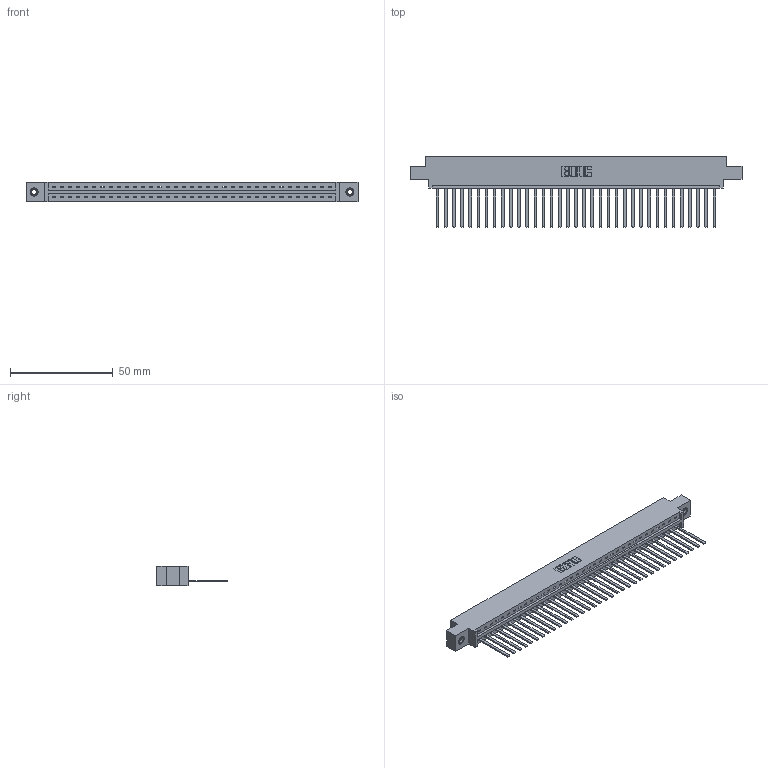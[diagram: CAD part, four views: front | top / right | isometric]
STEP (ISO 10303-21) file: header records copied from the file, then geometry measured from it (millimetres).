
FILE_DESCRIPTION (( 'STEP AP203' ), '1' );
FILE_NAME ('337-035-544-607.STEP', '2019-10-01T13:21:26', ( '' ), ( '' ), 'SwSTEP 2.0', 'SolidWorks 2016', '' );
FILE_SCHEMA (( 'CONFIG_CONTROL_DESIGN' ));
Length unit declared in the file: inch
Products named in the file (4): 345-250-001_345-250-005-103; 337 Part_0.170 Offset - 0.156 Dia-TI; 337-035-544-607; 345-292-001_345-293-144
Assembly tree (38 placements, depth 2):
  337-035-544-607
    337 Part_0.170 Offset - 0.156 Dia-TI
    345-292-001_345-293-144  x35
    345-250-001_345-250-005-103  x2
Bounding box: 161.7 x 34.3 x 9.4 mm (x, y, z)
Volume: 16992.4 mm3; surface area: 18991.1 mm2
Topology: 38 solids, 38 shells, 2138 faces, 6409 edges, 4218 vertices
Faces by surface type: plane 1576, cylinder 546, cone 12, torus 4
Entity records: 28056 total; most frequent: CARTESIAN_POINT 4866, ORIENTED_EDGE 4830, DIRECTION 4139, EDGE_CURVE 2415, LINE 2271, VECTOR 2271, VERTEX_POINT 1604, AXIS2_PLACEMENT_3D 934
